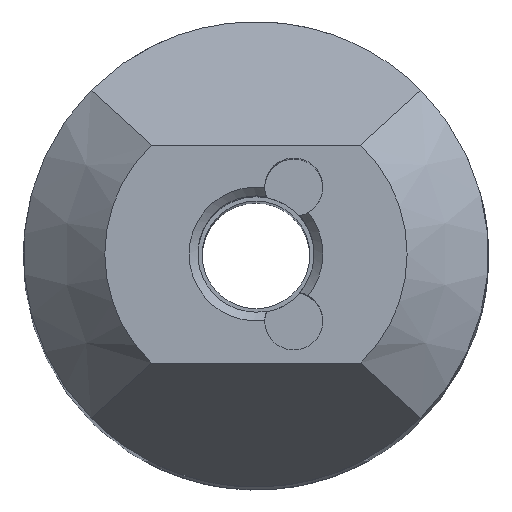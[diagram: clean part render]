
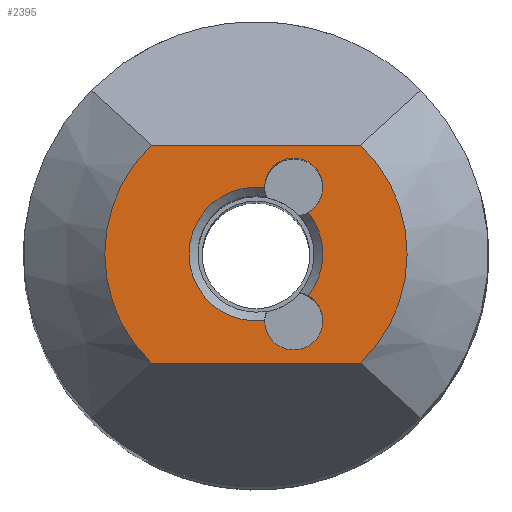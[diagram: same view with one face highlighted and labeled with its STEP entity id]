
A CAD part, top view. The second image highlights one B-rep face of the part: STEP entity #2395.
In plain terms, the highlighted planar face has unit normal (0, 0, 1).
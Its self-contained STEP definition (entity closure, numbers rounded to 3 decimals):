
#64 = CARTESIAN_POINT ( 'NONE',  ( 0., 0., 75. ) ) ;
#96 = CIRCLE ( 'NONE', #1547, 2.3 ) ;
#105 = EDGE_CURVE ( 'NONE', #654, #600, #1750, .T. ) ;
#131 = DIRECTION ( 'NONE',  ( 1., 0., 0. ) ) ;
#155 = CARTESIAN_POINT ( 'NONE',  ( -8., -3.75, 75. ) ) ;
#228 = ORIENTED_EDGE ( 'NONE', *, *, #1269, .T. ) ;
#250 = DIRECTION ( 'NONE',  ( 1., 0., 0. ) ) ;
#255 = EDGE_LOOP ( 'NONE', ( #1683, #1283, #2276, #441 ) ) ;
#281 = DIRECTION ( 'NONE',  ( 1., 0., 0. ) ) ;
#299 = DIRECTION ( 'NONE',  ( 0., 0., 1. ) ) ;
#307 = CIRCLE ( 'NONE', #2218, 1. ) ;
#313 = CARTESIAN_POINT ( 'NONE',  ( 0.3, -2.28, 75. ) ) ;
#366 = DIRECTION ( 'NONE',  ( 1., 0., 0. ) ) ;
#429 = CARTESIAN_POINT ( 'NONE',  ( 0., 0., 75. ) ) ;
#436 = CIRCLE ( 'NONE', #850, 2.3 ) ;
#441 = ORIENTED_EDGE ( 'NONE', *, *, #1217, .T. ) ;
#474 = DIRECTION ( 'NONE',  ( 0., 0., 1. ) ) ;
#550 = VERTEX_POINT ( 'NONE', #1201 ) ;
#600 = VERTEX_POINT ( 'NONE', #1448 ) ;
#654 = VERTEX_POINT ( 'NONE', #2439 ) ;
#695 = ORIENTED_EDGE ( 'NONE', *, *, #1008, .T. ) ;
#766 = DIRECTION ( 'NONE',  ( 1., 0., 0. ) ) ;
#850 = AXIS2_PLACEMENT_3D ( 'NONE', #1253, #2230, #1274 ) ;
#854 = DIRECTION ( 'NONE',  ( 1., 0., 0. ) ) ;
#880 = CARTESIAN_POINT ( 'NONE',  ( 1.3, 2.3, 75. ) ) ;
#957 = FACE_BOUND ( 'NONE', #255, .T. ) ;
#962 = EDGE_CURVE ( 'NONE', #2210, #1024, #2501, .T. ) ;
#969 = AXIS2_PLACEMENT_3D ( 'NONE', #64, #2453, #281 ) ;
#997 = LINE ( 'NONE', #155, #2305 ) ;
#1008 = EDGE_CURVE ( 'NONE', #654, #550, #2090, .T. ) ;
#1024 = VERTEX_POINT ( 'NONE', #1255 ) ;
#1038 = DIRECTION ( 'NONE',  ( 1., 0., 0. ) ) ;
#1048 = DIRECTION ( 'NONE',  ( 0., 0., -1. ) ) ;
#1088 = VERTEX_POINT ( 'NONE', #2490 ) ;
#1201 = CARTESIAN_POINT ( 'NONE',  ( -3.602, -3.75, 75. ) ) ;
#1217 = EDGE_CURVE ( 'NONE', #2210, #1898, #436, .T. ) ;
#1239 = VECTOR ( 'NONE', #766, 1000. ) ;
#1253 = CARTESIAN_POINT ( 'NONE',  ( 0., 0., 75. ) ) ;
#1255 = CARTESIAN_POINT ( 'NONE',  ( 1.799, -1.433, 75. ) ) ;
#1269 = EDGE_CURVE ( 'NONE', #1827, #600, #2429, .T. ) ;
#1274 = DIRECTION ( 'NONE',  ( 1., 0., 0. ) ) ;
#1283 = ORIENTED_EDGE ( 'NONE', *, *, #2416, .T. ) ;
#1290 = DIRECTION ( 'NONE',  ( 0., 0., 1. ) ) ;
#1339 = AXIS2_PLACEMENT_3D ( 'NONE', #1612, #474, #1038 ) ;
#1448 = CARTESIAN_POINT ( 'NONE',  ( 3.602, 3.75, 75. ) ) ;
#1456 = AXIS2_PLACEMENT_3D ( 'NONE', #2074, #1290, #250 ) ;
#1515 = EDGE_CURVE ( 'NONE', #1088, #1898, #307, .T. ) ;
#1547 = AXIS2_PLACEMENT_3D ( 'NONE', #429, #1048, #1804 ) ;
#1612 = CARTESIAN_POINT ( 'NONE',  ( 0., 0., 75. ) ) ;
#1645 = DIRECTION ( 'NONE',  ( 0., 0., 1. ) ) ;
#1680 = EDGE_CURVE ( 'NONE', #550, #1827, #997, .T. ) ;
#1683 = ORIENTED_EDGE ( 'NONE', *, *, #1515, .F. ) ;
#1735 = CARTESIAN_POINT ( 'NONE',  ( -8., 3.75, 75. ) ) ;
#1736 = PLANE ( 'NONE',  #1339 ) ;
#1743 = AXIS2_PLACEMENT_3D ( 'NONE', #1864, #1645, #854 ) ;
#1750 = LINE ( 'NONE', #1735, #1239 ) ;
#1787 = CARTESIAN_POINT ( 'NONE',  ( 3.602, -3.75, 75. ) ) ;
#1804 = DIRECTION ( 'NONE',  ( 1., 0., 0. ) ) ;
#1814 = ORIENTED_EDGE ( 'NONE', *, *, #105, .F. ) ;
#1827 = VERTEX_POINT ( 'NONE', #1787 ) ;
#1838 = EDGE_LOOP ( 'NONE', ( #2185, #228, #1814, #695 ) ) ;
#1864 = CARTESIAN_POINT ( 'NONE',  ( 1.3, -2.3, 75. ) ) ;
#1898 = VERTEX_POINT ( 'NONE', #2135 ) ;
#1985 = FACE_OUTER_BOUND ( 'NONE', #1838, .T. ) ;
#2074 = CARTESIAN_POINT ( 'NONE',  ( 0., 0., 75. ) ) ;
#2090 = CIRCLE ( 'NONE', #1456, 5.2 ) ;
#2135 = CARTESIAN_POINT ( 'NONE',  ( 0.3, 2.28, 75. ) ) ;
#2185 = ORIENTED_EDGE ( 'NONE', *, *, #1680, .T. ) ;
#2210 = VERTEX_POINT ( 'NONE', #313 ) ;
#2218 = AXIS2_PLACEMENT_3D ( 'NONE', #880, #299, #131 ) ;
#2230 = DIRECTION ( 'NONE',  ( 0., 0., -1. ) ) ;
#2276 = ORIENTED_EDGE ( 'NONE', *, *, #962, .F. ) ;
#2305 = VECTOR ( 'NONE', #366, 1000. ) ;
#2395 = ADVANCED_FACE ( 'NONE', ( #1985, #957 ), #1736, .T. ) ;
#2416 = EDGE_CURVE ( 'NONE', #1088, #1024, #96, .T. ) ;
#2429 = CIRCLE ( 'NONE', #969, 5.2 ) ;
#2439 = CARTESIAN_POINT ( 'NONE',  ( -3.602, 3.75, 75. ) ) ;
#2453 = DIRECTION ( 'NONE',  ( 0., 0., 1. ) ) ;
#2490 = CARTESIAN_POINT ( 'NONE',  ( 1.799, 1.433, 75. ) ) ;
#2501 = CIRCLE ( 'NONE', #1743, 1. ) ;
